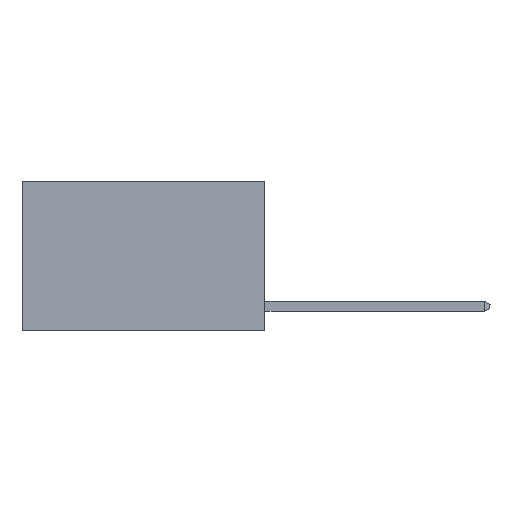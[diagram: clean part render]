
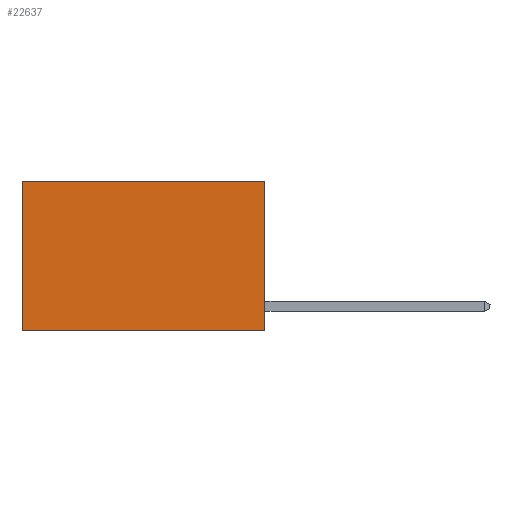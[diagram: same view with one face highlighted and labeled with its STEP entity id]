
A CAD part, left-side view. The second image highlights one B-rep face of the part: STEP entity #22637.
In plain terms, the highlighted planar face has unit normal (-1, 0, 0).
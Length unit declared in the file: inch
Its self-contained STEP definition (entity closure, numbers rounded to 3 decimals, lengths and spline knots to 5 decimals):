
#779 = CARTESIAN_POINT ( 'NONE',  ( 0.2625, 0.6, 0. ) ) ;
#2700 = DIRECTION ( 'NONE',  ( 0., 0., -1. ) ) ;
#3413 = EDGE_CURVE ( 'NONE', #9412, #18038, #12055, .T. ) ;
#4340 = CARTESIAN_POINT ( 'NONE',  ( 0.2625, 0., -0.37 ) ) ;
#4592 = AXIS2_PLACEMENT_3D ( 'NONE', #23275, #25343, #19014 ) ;
#5766 = LINE ( 'NONE', #24713, #10830 ) ;
#7637 = FACE_OUTER_BOUND ( 'NONE', #20260, .T. ) ;
#8811 = PLANE ( 'NONE',  #4592 ) ;
#9100 = EDGE_CURVE ( 'NONE', #17259, #11626, #26010, .T. ) ;
#9412 = VERTEX_POINT ( 'NONE', #15698 ) ;
#10830 = VECTOR ( 'NONE', #14532, 39.37008 ) ;
#11166 = VECTOR ( 'NONE', #20171, 39.37008 ) ;
#11626 = VERTEX_POINT ( 'NONE', #17722 ) ;
#11744 = DIRECTION ( 'NONE',  ( 0., 1., 0. ) ) ;
#12055 = LINE ( 'NONE', #18380, #11166 ) ;
#12607 = CARTESIAN_POINT ( 'NONE',  ( 0.2625, 0.6, 0. ) ) ;
#13203 = EDGE_CURVE ( 'NONE', #9412, #17259, #5766, .T. ) ;
#13520 = VECTOR ( 'NONE', #2700, 39.37008 ) ;
#14166 = LINE ( 'NONE', #779, #13520 ) ;
#14532 = DIRECTION ( 'NONE',  ( 0., 0., -1. ) ) ;
#14770 = ORIENTED_EDGE ( 'NONE', *, *, #19670, .T. ) ;
#15448 = VECTOR ( 'NONE', #11744, 39.37008 ) ;
#15698 = CARTESIAN_POINT ( 'NONE',  ( 0.2625, 0., 0. ) ) ;
#15741 = CARTESIAN_POINT ( 'NONE',  ( 0.2625, 0., -0.37 ) ) ;
#17259 = VERTEX_POINT ( 'NONE', #4340 ) ;
#17502 = ORIENTED_EDGE ( 'NONE', *, *, #9100, .F. ) ;
#17722 = CARTESIAN_POINT ( 'NONE',  ( 0.2625, 0.6, -0.37 ) ) ;
#18038 = VERTEX_POINT ( 'NONE', #12607 ) ;
#18380 = CARTESIAN_POINT ( 'NONE',  ( 0.2625, 0., 0. ) ) ;
#18583 = ORIENTED_EDGE ( 'NONE', *, *, #3413, .T. ) ;
#19014 = DIRECTION ( 'NONE',  ( 0., 0., -1. ) ) ;
#19670 = EDGE_CURVE ( 'NONE', #18038, #11626, #14166, .T. ) ;
#20171 = DIRECTION ( 'NONE',  ( 0., 1., 0. ) ) ;
#20260 = EDGE_LOOP ( 'NONE', ( #14770, #17502, #24497, #18583 ) ) ;
#22637 = ADVANCED_FACE ( 'NONE', ( #7637 ), #8811, .F. ) ;
#23275 = CARTESIAN_POINT ( 'NONE',  ( 0.2625, 0., 0. ) ) ;
#24497 = ORIENTED_EDGE ( 'NONE', *, *, #13203, .F. ) ;
#24713 = CARTESIAN_POINT ( 'NONE',  ( 0.2625, 0., 0. ) ) ;
#25343 = DIRECTION ( 'NONE',  ( 1., 0., 0. ) ) ;
#26010 = LINE ( 'NONE', #15741, #15448 ) ;
